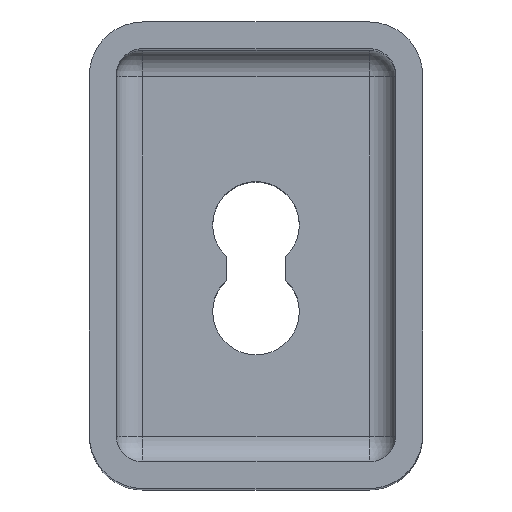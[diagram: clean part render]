
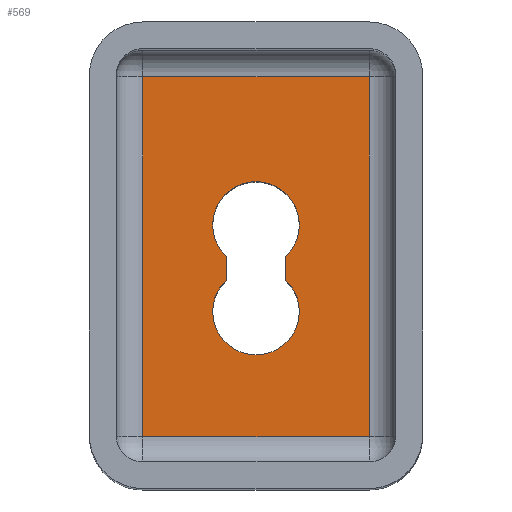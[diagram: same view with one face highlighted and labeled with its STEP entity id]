
A CAD part, top view. The second image highlights one B-rep face of the part: STEP entity #569.
In plain terms, the highlighted planar face has unit normal (0, 0, 1).
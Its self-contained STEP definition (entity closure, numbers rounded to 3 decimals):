
#2 = DIRECTION ( 'NONE',  ( -1., 0., 0. ) ) ;
#7 = ORIENTED_EDGE ( 'NONE', *, *, #93, .T. ) ;
#21 = DIRECTION ( 'NONE',  ( 0., 0., 1. ) ) ;
#35 = AXIS2_PLACEMENT_3D ( 'NONE', #674, #47, #782 ) ;
#44 = DIRECTION ( 'NONE',  ( 0., 0., -1. ) ) ;
#47 = DIRECTION ( 'NONE',  ( 0., 0., -1. ) ) ;
#49 = VECTOR ( 'NONE', #531, 1000. ) ;
#59 = CARTESIAN_POINT ( 'NONE',  ( 0., 2.389, -63. ) ) ;
#75 = EDGE_CURVE ( 'NONE', #461, #1100, #700, .T. ) ;
#91 = EDGE_CURVE ( 'NONE', #1100, #627, #1009, .T. ) ;
#93 = EDGE_CURVE ( 'NONE', #627, #683, #785, .T. ) ;
#97 = DIRECTION ( 'NONE',  ( -1., 0., 0. ) ) ;
#114 = ORIENTED_EDGE ( 'NONE', *, *, #295, .T. ) ;
#117 = EDGE_CURVE ( 'NONE', #683, #461, #1031, .T. ) ;
#123 = EDGE_CURVE ( 'NONE', #1190, #884, #921, .T. ) ;
#125 = EDGE_CURVE ( 'NONE', #798, #435, #1352, .T. ) ;
#167 = ORIENTED_EDGE ( 'NONE', *, *, #292, .T. ) ;
#184 = DIRECTION ( 'NONE',  ( -1., 0., 0. ) ) ;
#207 = LINE ( 'NONE', #1159, #49 ) ;
#210 = EDGE_CURVE ( 'NONE', #384, #422, #345, .T. ) ;
#218 = CIRCLE ( 'NONE', #35, 3.25 ) ;
#220 = DIRECTION ( 'NONE',  ( 0., -1., 0. ) ) ;
#249 = CARTESIAN_POINT ( 'NONE',  ( -8.5, -13.5, -63. ) ) ;
#254 = EDGE_CURVE ( 'NONE', #364, #884, #294, .T. ) ;
#260 = EDGE_CURVE ( 'NONE', #798, #391, #207, .T. ) ;
#266 = EDGE_CURVE ( 'NONE', #422, #391, #218, .T. ) ;
#292 = EDGE_CURVE ( 'NONE', #1190, #384, #923, .T. ) ;
#294 = CIRCLE ( 'NONE', #756, 3.25 ) ;
#295 = EDGE_CURVE ( 'NONE', #435, #364, #1063, .T. ) ;
#326 = EDGE_LOOP ( 'NONE', ( #408, #167, #418, #1367, #379, #721, #114, #644 ) ) ;
#337 = AXIS2_PLACEMENT_3D ( 'NONE', #1069, #21, #755 ) ;
#345 = CIRCLE ( 'NONE', #672, 3.25 ) ;
#364 = VERTEX_POINT ( 'NONE', #973 ) ;
#379 = ORIENTED_EDGE ( 'NONE', *, *, #260, .F. ) ;
#384 = VERTEX_POINT ( 'NONE', #1076 ) ;
#391 = VERTEX_POINT ( 'NONE', #460 ) ;
#403 = DIRECTION ( 'NONE',  ( 0., 0., -1. ) ) ;
#408 = ORIENTED_EDGE ( 'NONE', *, *, #123, .F. ) ;
#418 = ORIENTED_EDGE ( 'NONE', *, *, #210, .T. ) ;
#422 = VERTEX_POINT ( 'NONE', #1289 ) ;
#435 = VERTEX_POINT ( 'NONE', #853 ) ;
#445 = ORIENTED_EDGE ( 'NONE', *, *, #91, .T. ) ;
#460 = CARTESIAN_POINT ( 'NONE',  ( 2.25, 0.044, -63. ) ) ;
#461 = VERTEX_POINT ( 'NONE', #965 ) ;
#498 = FACE_OUTER_BOUND ( 'NONE', #630, .T. ) ;
#512 = ORIENTED_EDGE ( 'NONE', *, *, #117, .T. ) ;
#531 = DIRECTION ( 'NONE',  ( 0., 1., 0. ) ) ;
#569 = ADVANCED_FACE ( 'NONE', ( #498, #966 ), #963, .T. ) ;
#580 = AXIS2_PLACEMENT_3D ( 'NONE', #1006, #403, #1111 ) ;
#584 = DIRECTION ( 'NONE',  ( 0., 1., 0. ) ) ;
#618 = CARTESIAN_POINT ( 'NONE',  ( -8.5, 13.5, -63. ) ) ;
#622 = DIRECTION ( 'NONE',  ( 0., 0., -1. ) ) ;
#627 = VERTEX_POINT ( 'NONE', #618 ) ;
#630 = EDGE_LOOP ( 'NONE', ( #1191, #445, #7, #512 ) ) ;
#635 = CARTESIAN_POINT ( 'NONE',  ( -2.25, 0.044, -63. ) ) ;
#644 = ORIENTED_EDGE ( 'NONE', *, *, #254, .T. ) ;
#671 = CARTESIAN_POINT ( 'NONE',  ( 0., 2.389, -63. ) ) ;
#672 = AXIS2_PLACEMENT_3D ( 'NONE', #671, #44, #780 ) ;
#674 = CARTESIAN_POINT ( 'NONE',  ( 0., 2.389, -63. ) ) ;
#683 = VERTEX_POINT ( 'NONE', #249 ) ;
#684 = CARTESIAN_POINT ( 'NONE',  ( 0., 13.5, -63. ) ) ;
#695 = DIRECTION ( 'NONE',  ( 1., 0., 0. ) ) ;
#700 = LINE ( 'NONE', #1331, #828 ) ;
#714 = DIRECTION ( 'NONE',  ( 0., 0., -1. ) ) ;
#721 = ORIENTED_EDGE ( 'NONE', *, *, #125, .T. ) ;
#755 = DIRECTION ( 'NONE',  ( 1., 0., 0. ) ) ;
#756 = AXIS2_PLACEMENT_3D ( 'NONE', #1277, #622, #2 ) ;
#780 = DIRECTION ( 'NONE',  ( -1., 0., 0. ) ) ;
#782 = DIRECTION ( 'NONE',  ( -1., 0., 0. ) ) ;
#785 = LINE ( 'NONE', #1236, #1171 ) ;
#789 = DIRECTION ( 'NONE',  ( 0., 0., -1. ) ) ;
#798 = VERTEX_POINT ( 'NONE', #1081 ) ;
#828 = VECTOR ( 'NONE', #584, 1000. ) ;
#853 = CARTESIAN_POINT ( 'NONE',  ( 3.25, -4.112, -63. ) ) ;
#884 = VERTEX_POINT ( 'NONE', #1214 ) ;
#900 = DIRECTION ( 'NONE',  ( -1., 0., 0. ) ) ;
#921 = LINE ( 'NONE', #925, #1343 ) ;
#923 = CIRCLE ( 'NONE', #1312, 3.25 ) ;
#925 = CARTESIAN_POINT ( 'NONE',  ( -2.25, 0.044, -63. ) ) ;
#963 = PLANE ( 'NONE',  #337 ) ;
#965 = CARTESIAN_POINT ( 'NONE',  ( 8.5, -13.5, -63. ) ) ;
#966 = FACE_BOUND ( 'NONE', #326, .T. ) ;
#973 = CARTESIAN_POINT ( 'NONE',  ( -3.25, -4.112, -63. ) ) ;
#1006 = CARTESIAN_POINT ( 'NONE',  ( 0., -4.112, -63. ) ) ;
#1009 = LINE ( 'NONE', #684, #1067 ) ;
#1011 = CARTESIAN_POINT ( 'NONE',  ( 0., -13.5, -63. ) ) ;
#1031 = LINE ( 'NONE', #1011, #1370 ) ;
#1063 = CIRCLE ( 'NONE', #580, 3.25 ) ;
#1067 = VECTOR ( 'NONE', #900, 1000. ) ;
#1069 = CARTESIAN_POINT ( 'NONE',  ( 0., 0., -63. ) ) ;
#1076 = CARTESIAN_POINT ( 'NONE',  ( -3.25, 2.389, -63. ) ) ;
#1081 = CARTESIAN_POINT ( 'NONE',  ( 2.25, -1.767, -63. ) ) ;
#1100 = VERTEX_POINT ( 'NONE', #1174 ) ;
#1111 = DIRECTION ( 'NONE',  ( -1., 0., 0. ) ) ;
#1159 = CARTESIAN_POINT ( 'NONE',  ( 2.25, 0.044, -63. ) ) ;
#1171 = VECTOR ( 'NONE', #1335, 1000. ) ;
#1174 = CARTESIAN_POINT ( 'NONE',  ( 8.5, 13.5, -63. ) ) ;
#1190 = VERTEX_POINT ( 'NONE', #635 ) ;
#1191 = ORIENTED_EDGE ( 'NONE', *, *, #75, .T. ) ;
#1214 = CARTESIAN_POINT ( 'NONE',  ( -2.25, -1.767, -63. ) ) ;
#1236 = CARTESIAN_POINT ( 'NONE',  ( -8.5, 0., -63. ) ) ;
#1243 = AXIS2_PLACEMENT_3D ( 'NONE', #1358, #714, #97 ) ;
#1277 = CARTESIAN_POINT ( 'NONE',  ( 0., -4.112, -63. ) ) ;
#1289 = CARTESIAN_POINT ( 'NONE',  ( 3.25, 2.389, -63. ) ) ;
#1312 = AXIS2_PLACEMENT_3D ( 'NONE', #59, #789, #184 ) ;
#1331 = CARTESIAN_POINT ( 'NONE',  ( 8.5, 0., -63. ) ) ;
#1335 = DIRECTION ( 'NONE',  ( 0., -1., 0. ) ) ;
#1343 = VECTOR ( 'NONE', #220, 1000. ) ;
#1352 = CIRCLE ( 'NONE', #1243, 3.25 ) ;
#1358 = CARTESIAN_POINT ( 'NONE',  ( 0., -4.112, -63. ) ) ;
#1367 = ORIENTED_EDGE ( 'NONE', *, *, #266, .T. ) ;
#1370 = VECTOR ( 'NONE', #695, 1000. ) ;
